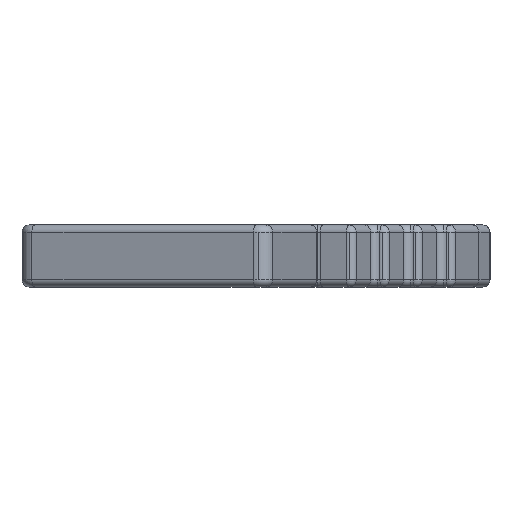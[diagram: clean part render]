
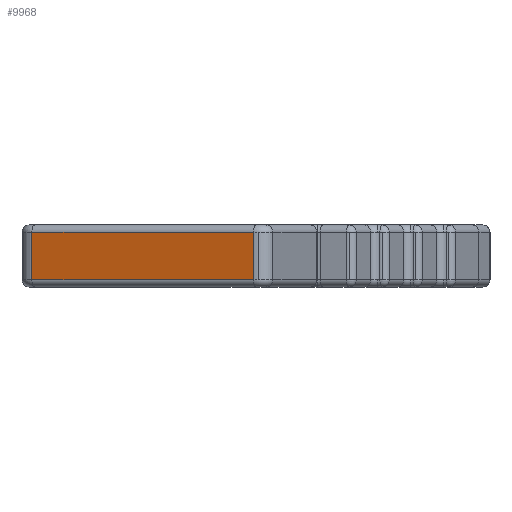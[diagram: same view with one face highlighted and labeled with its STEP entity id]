
A CAD part, left-side view. The second image highlights one B-rep face of the part: STEP entity #9968.
In plain terms, the highlighted planar face has unit normal (-0.94, 0.342, 0).
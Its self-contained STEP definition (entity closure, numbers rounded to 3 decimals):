
#6202=CARTESIAN_POINT('',(-152.215,0.975,-0.5));
#6203=VERTEX_POINT('',#6202);
#6253=CARTESIAN_POINT('',(-125.469,74.46,-0.5));
#6254=VERTEX_POINT('',#6253);
#6255=CARTESIAN_POINT('',(-125.469,74.46,-0.5));
#6256=DIRECTION('',(-0.342,-0.94,0.));
#6257=VECTOR('',#6256,78.2);
#6258=LINE('',#6255,#6257);
#6259=EDGE_CURVE('',#6254,#6203,#6258,.T.);
#9925=CARTESIAN_POINT('',(-125.469,74.46,15.1));
#9926=VERTEX_POINT('',#9925);
#9927=CARTESIAN_POINT('',(-125.469,74.46,15.1));
#9928=DIRECTION('',(0.,0.,-1.));
#9929=VECTOR('',#9928,15.6);
#9930=LINE('',#9927,#9929);
#9931=EDGE_CURVE('',#9926,#6254,#9930,.T.);
#9945=CARTESIAN_POINT('',(-138.842,37.718,17.1));
#9946=DIRECTION('',(0.94,-0.342,0.));
#9947=DIRECTION('',(0.342,0.94,0.));
#9948=AXIS2_PLACEMENT_3D('',#9945,#9946,#9947);
#9949=PLANE('',#9948);
#9950=CARTESIAN_POINT('',(-152.215,0.975,15.1));
#9951=VERTEX_POINT('',#9950);
#9952=CARTESIAN_POINT('',(-152.215,0.975,15.1));
#9953=DIRECTION('',(0.,0.,-1.));
#9954=VECTOR('',#9953,15.6);
#9955=LINE('',#9952,#9954);
#9956=EDGE_CURVE('',#9951,#6203,#9955,.T.);
#9957=ORIENTED_EDGE('',*,*,#9956,.F.);
#9958=CARTESIAN_POINT('',(-152.215,0.975,15.1));
#9959=DIRECTION('',(0.342,0.94,-0.));
#9960=VECTOR('',#9959,78.2);
#9961=LINE('',#9958,#9960);
#9962=EDGE_CURVE('',#9951,#9926,#9961,.T.);
#9963=ORIENTED_EDGE('',*,*,#9962,.T.);
#9964=ORIENTED_EDGE('',*,*,#9931,.T.);
#9965=ORIENTED_EDGE('',*,*,#6259,.T.);
#9966=EDGE_LOOP('',(#9957,#9963,#9964,#9965));
#9967=FACE_BOUND('',#9966,.T.);
#9968=ADVANCED_FACE('',(#9967),#9949,.F.);
